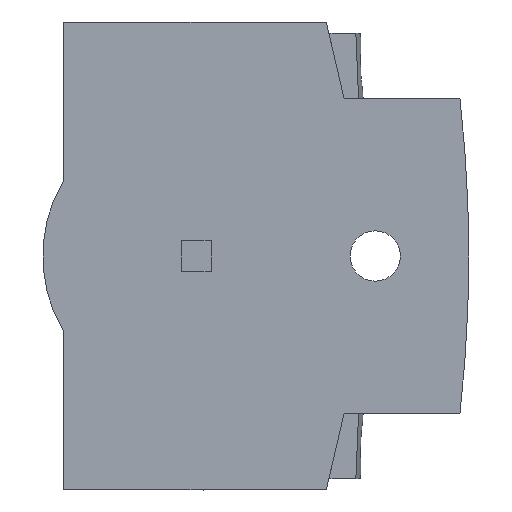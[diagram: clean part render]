
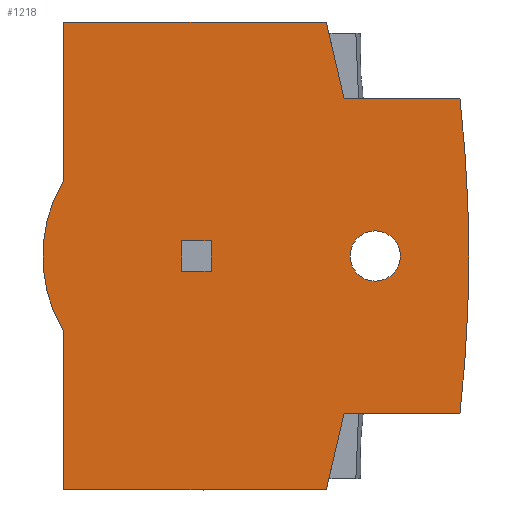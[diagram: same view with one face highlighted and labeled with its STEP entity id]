
A CAD part, front view. The second image highlights one B-rep face of the part: STEP entity #1218.
In plain terms, the highlighted planar face has unit normal (0, -1, 0).
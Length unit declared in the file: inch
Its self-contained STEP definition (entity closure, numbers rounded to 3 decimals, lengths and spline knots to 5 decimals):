
#1 = CARTESIAN_POINT ( 'NONE',  ( -17.70284, 23.59229, -26.02778 ) ) ;
#19 = CARTESIAN_POINT ( 'NONE',  ( -18.45601, 23.59229, -28.2325 ) ) ;
#20 = ORIENTED_EDGE ( 'NONE', *, *, #2177, .T. ) ;
#39 = DIRECTION ( 'NONE',  ( -1., 0., 0. ) ) ;
#42 = DIRECTION ( 'NONE',  ( 1., 0., 0. ) ) ;
#43 = EDGE_LOOP ( 'NONE', ( #1620, #260, #20, #1041 ) ) ;
#48 = ORIENTED_EDGE ( 'NONE', *, *, #1616, .T. ) ;
#76 = VERTEX_POINT ( 'NONE', #1751 ) ;
#136 = CARTESIAN_POINT ( 'NONE',  ( -18.18041, 23.59229, -26.9136 ) ) ;
#141 = VECTOR ( 'NONE', #1712, 39.37008 ) ;
#180 = VERTEX_POINT ( 'NONE', #391 ) ;
#198 = CARTESIAN_POINT ( 'NONE',  ( -19.10561, 23.59229, -27.00022 ) ) ;
#199 = EDGE_CURVE ( 'NONE', #76, #1333, #1823, .T. ) ;
#260 = ORIENTED_EDGE ( 'NONE', *, *, #915, .T. ) ;
#261 = EDGE_CURVE ( 'NONE', #1333, #913, #1876, .T. ) ;
#286 = AXIS2_PLACEMENT_3D ( 'NONE', #136, #1148, #2174 ) ;
#317 = DIRECTION ( 'NONE',  ( 1., 0., 0. ) ) ;
#327 = CARTESIAN_POINT ( 'NONE',  ( -18.35602, 23.59229, -27.79943 ) ) ;
#363 = CARTESIAN_POINT ( 'NONE',  ( -17.65286, 23.59229, -26.9136 ) ) ;
#366 = CARTESIAN_POINT ( 'NONE',  ( -19.93632, 23.59229, -25.5947 ) ) ;
#370 = EDGE_CURVE ( 'NONE', #913, #536, #831, .T. ) ;
#391 = CARTESIAN_POINT ( 'NONE',  ( -18.35602, 23.59229, -26.02778 ) ) ;
#397 = EDGE_CURVE ( 'NONE', #617, #450, #863, .T. ) ;
#409 = VERTEX_POINT ( 'NONE', #19 ) ;
#418 = VECTOR ( 'NONE', #879, 39.37008 ) ;
#421 = DIRECTION ( 'NONE',  ( 0., 0., 1. ) ) ;
#431 = EDGE_CURVE ( 'NONE', #450, #409, #1369, .T. ) ;
#438 = VERTEX_POINT ( 'NONE', #1386 ) ;
#450 = VERTEX_POINT ( 'NONE', #327 ) ;
#458 = CARTESIAN_POINT ( 'NONE',  ( -25.52687, 23.59229, -26.9136 ) ) ;
#486 = EDGE_CURVE ( 'NONE', #180, #438, #674, .T. ) ;
#493 = DIRECTION ( 'NONE',  ( -0.225, 0., -0.974 ) ) ;
#530 = EDGE_CURVE ( 'NONE', #545, #864, #587, .T. ) ;
#531 = CARTESIAN_POINT ( 'NONE',  ( -18.35602, 23.59229, -27.79943 ) ) ;
#536 = VERTEX_POINT ( 'NONE', #366 ) ;
#539 = DIRECTION ( 'NONE',  ( -1., 0., 0. ) ) ;
#545 = VERTEX_POINT ( 'NONE', #1579 ) ;
#551 = ORIENTED_EDGE ( 'NONE', *, *, #988, .F. ) ;
#561 = DIRECTION ( 'NONE',  ( 0., 0., -1. ) ) ;
#587 = LINE ( 'NONE', #728, #418 ) ;
#588 = CARTESIAN_POINT ( 'NONE',  ( -18.18041, 23.59229, -26.9136 ) ) ;
#610 = CARTESIAN_POINT ( 'NONE',  ( -19.27097, 23.59229, -26.51562 ) ) ;
#617 = VERTEX_POINT ( 'NONE', #1651 ) ;
#622 = ORIENTED_EDGE ( 'NONE', *, *, #261, .F. ) ;
#623 = VECTOR ( 'NONE', #421, 39.37008 ) ;
#660 = VECTOR ( 'NONE', #749, 39.37008 ) ;
#674 = LINE ( 'NONE', #1, #1630 ) ;
#702 = CARTESIAN_POINT ( 'NONE',  ( -19.93632, 23.59229, -26.21478 ) ) ;
#728 = CARTESIAN_POINT ( 'NONE',  ( -19.90278, 23.59229, -26.82699 ) ) ;
#730 = VECTOR ( 'NONE', #39, 39.37008 ) ;
#741 = LINE ( 'NONE', #868, #730 ) ;
#749 = DIRECTION ( 'NONE',  ( 1., 0., 0. ) ) ;
#784 = CARTESIAN_POINT ( 'NONE',  ( -18.32215, 23.59229, -26.9136 ) ) ;
#801 = EDGE_LOOP ( 'NONE', ( #1239, #622, #1467, #907, #1034, #1324, #551, #1258, #1732, #1124, #2065 ) ) ;
#822 = CARTESIAN_POINT ( 'NONE',  ( -18.45601, 23.59229, -28.2325 ) ) ;
#831 = LINE ( 'NONE', #702, #141 ) ;
#837 = AXIS2_PLACEMENT_3D ( 'NONE', #458, #944, #1486 ) ;
#858 = DIRECTION ( 'NONE',  ( 0., -1., 0. ) ) ;
#863 = LINE ( 'NONE', #531, #904 ) ;
#864 = VERTEX_POINT ( 'NONE', #1414 ) ;
#868 = CARTESIAN_POINT ( 'NONE',  ( -19.90278, 23.59229, -27.00022 ) ) ;
#874 = DIRECTION ( 'NONE',  ( 0., 0., -1. ) ) ;
#875 = DIRECTION ( 'NONE',  ( 0.225, 0., -0.974 ) ) ;
#879 = DIRECTION ( 'NONE',  ( 1., 0., 0. ) ) ;
#901 = CARTESIAN_POINT ( 'NONE',  ( -18.45601, 23.59229, -25.5947 ) ) ;
#904 = VECTOR ( 'NONE', #2190, 39.37008 ) ;
#907 = ORIENTED_EDGE ( 'NONE', *, *, #1584, .F. ) ;
#913 = VERTEX_POINT ( 'NONE', #1733 ) ;
#915 = EDGE_CURVE ( 'NONE', #2057, #1637, #741, .T. ) ;
#918 = VERTEX_POINT ( 'NONE', #901 ) ;
#928 = EDGE_CURVE ( 'NONE', #864, #2057, #1926, .T. ) ;
#944 = DIRECTION ( 'NONE',  ( 0., 1., 0. ) ) ;
#964 = DIRECTION ( 'NONE',  ( 0., 0., 1. ) ) ;
#988 = EDGE_CURVE ( 'NONE', #1925, #617, #2171, .T. ) ;
#999 = CARTESIAN_POINT ( 'NONE',  ( -19.33789, 23.59229, -25.5947 ) ) ;
#1034 = ORIENTED_EDGE ( 'NONE', *, *, #431, .F. ) ;
#1041 = ORIENTED_EDGE ( 'NONE', *, *, #530, .T. ) ;
#1043 = VECTOR ( 'NONE', #875, 39.37008 ) ;
#1047 = FACE_BOUND ( 'NONE', #1566, .T. ) ;
#1078 = CARTESIAN_POINT ( 'NONE',  ( -18.03868, 23.59229, -26.9136 ) ) ;
#1092 = EDGE_CURVE ( 'NONE', #438, #1925, #2201, .T. ) ;
#1124 = ORIENTED_EDGE ( 'NONE', *, *, #2038, .F. ) ;
#1146 = CARTESIAN_POINT ( 'NONE',  ( -19.27097, 23.59229, -27.00022 ) ) ;
#1147 = CARTESIAN_POINT ( 'NONE',  ( -19.93632, 23.59229, -26.21478 ) ) ;
#1148 = DIRECTION ( 'NONE',  ( 0., 1., 0. ) ) ;
#1154 = DIRECTION ( 'NONE',  ( 0., 1., 0. ) ) ;
#1218 = ADVANCED_FACE ( 'NONE', ( #1564, #1256, #1047 ), #1708, .T. ) ;
#1239 = ORIENTED_EDGE ( 'NONE', *, *, #370, .F. ) ;
#1256 = FACE_BOUND ( 'NONE', #43, .T. ) ;
#1258 = ORIENTED_EDGE ( 'NONE', *, *, #1092, .F. ) ;
#1276 = AXIS2_PLACEMENT_3D ( 'NONE', #2136, #1154, #1980 ) ;
#1307 = VERTEX_POINT ( 'NONE', #784 ) ;
#1309 = AXIS2_PLACEMENT_3D ( 'NONE', #1409, #858, #874 ) ;
#1324 = ORIENTED_EDGE ( 'NONE', *, *, #397, .F. ) ;
#1333 = VERTEX_POINT ( 'NONE', #1851 ) ;
#1344 = DIRECTION ( 'NONE',  ( 0., 1., 0. ) ) ;
#1353 = EDGE_CURVE ( 'NONE', #1464, #1307, #1775, .T. ) ;
#1369 = LINE ( 'NONE', #822, #1382 ) ;
#1382 = VECTOR ( 'NONE', #493, 39.37008 ) ;
#1386 = CARTESIAN_POINT ( 'NONE',  ( -17.70284, 23.59229, -26.02778 ) ) ;
#1409 = CARTESIAN_POINT ( 'NONE',  ( -19.90278, 23.59229, -26.51562 ) ) ;
#1412 = CARTESIAN_POINT ( 'NONE',  ( -18.45601, 23.59229, -25.5947 ) ) ;
#1414 = CARTESIAN_POINT ( 'NONE',  ( -19.10561, 23.59229, -26.82699 ) ) ;
#1431 = CARTESIAN_POINT ( 'NONE',  ( -19.96388, 23.59229, -28.2325 ) ) ;
#1434 = ORIENTED_EDGE ( 'NONE', *, *, #1353, .T. ) ;
#1464 = VERTEX_POINT ( 'NONE', #1078 ) ;
#1467 = ORIENTED_EDGE ( 'NONE', *, *, #199, .F. ) ;
#1486 = DIRECTION ( 'NONE',  ( 1., 0., 0. ) ) ;
#1534 = DIRECTION ( 'NONE',  ( 1., 0., 0. ) ) ;
#1564 = FACE_OUTER_BOUND ( 'NONE', #801, .T. ) ;
#1566 = EDGE_LOOP ( 'NONE', ( #1434, #48 ) ) ;
#1569 = DIRECTION ( 'NONE',  ( 0., 1., 0. ) ) ;
#1579 = CARTESIAN_POINT ( 'NONE',  ( -19.27097, 23.59229, -26.82699 ) ) ;
#1584 = EDGE_CURVE ( 'NONE', #409, #76, #1918, .T. ) ;
#1616 = EDGE_CURVE ( 'NONE', #1307, #1464, #1776, .T. ) ;
#1620 = ORIENTED_EDGE ( 'NONE', *, *, #928, .T. ) ;
#1630 = VECTOR ( 'NONE', #317, 39.37008 ) ;
#1637 = VERTEX_POINT ( 'NONE', #1146 ) ;
#1648 = LINE ( 'NONE', #610, #623 ) ;
#1651 = CARTESIAN_POINT ( 'NONE',  ( -17.70284, 23.59229, -27.79943 ) ) ;
#1676 = CARTESIAN_POINT ( 'NONE',  ( -25.52687, 23.59229, -26.9136 ) ) ;
#1694 = VECTOR ( 'NONE', #964, 39.37008 ) ;
#1708 = PLANE ( 'NONE',  #1309 ) ;
#1712 = DIRECTION ( 'NONE',  ( 0., 0., 1. ) ) ;
#1720 = LINE ( 'NONE', #1412, #1043 ) ;
#1732 = ORIENTED_EDGE ( 'NONE', *, *, #486, .F. ) ;
#1733 = CARTESIAN_POINT ( 'NONE',  ( -19.93632, 23.59229, -26.48775 ) ) ;
#1751 = CARTESIAN_POINT ( 'NONE',  ( -19.93632, 23.59229, -28.2325 ) ) ;
#1775 = CIRCLE ( 'NONE', #286, 0.14173 ) ;
#1776 = CIRCLE ( 'NONE', #2056, 0.14173 ) ;
#1822 = AXIS2_PLACEMENT_3D ( 'NONE', #1676, #1344, #1534 ) ;
#1823 = LINE ( 'NONE', #1147, #1694 ) ;
#1851 = CARTESIAN_POINT ( 'NONE',  ( -19.93632, 23.59229, -27.33946 ) ) ;
#1876 = CIRCLE ( 'NONE', #1276, 0.82677 ) ;
#1918 = LINE ( 'NONE', #1431, #1952 ) ;
#1925 = VERTEX_POINT ( 'NONE', #363 ) ;
#1926 = LINE ( 'NONE', #2070, #1990 ) ;
#1952 = VECTOR ( 'NONE', #539, 39.37008 ) ;
#1980 = DIRECTION ( 'NONE',  ( 1., 0., 0. ) ) ;
#1990 = VECTOR ( 'NONE', #561, 39.37008 ) ;
#2002 = EDGE_CURVE ( 'NONE', #536, #918, #2185, .T. ) ;
#2038 = EDGE_CURVE ( 'NONE', #918, #180, #1720, .T. ) ;
#2056 = AXIS2_PLACEMENT_3D ( 'NONE', #588, #1569, #42 ) ;
#2057 = VERTEX_POINT ( 'NONE', #198 ) ;
#2065 = ORIENTED_EDGE ( 'NONE', *, *, #2002, .F. ) ;
#2070 = CARTESIAN_POINT ( 'NONE',  ( -19.10561, 23.59229, -26.51562 ) ) ;
#2136 = CARTESIAN_POINT ( 'NONE',  ( -19.22766, 23.59229, -26.9136 ) ) ;
#2171 = CIRCLE ( 'NONE', #837, 7.87402 ) ;
#2174 = DIRECTION ( 'NONE',  ( 1., 0., 0. ) ) ;
#2177 = EDGE_CURVE ( 'NONE', #1637, #545, #1648, .T. ) ;
#2185 = LINE ( 'NONE', #999, #660 ) ;
#2190 = DIRECTION ( 'NONE',  ( -1., 0., 0. ) ) ;
#2201 = CIRCLE ( 'NONE', #1822, 7.87402 ) ;
